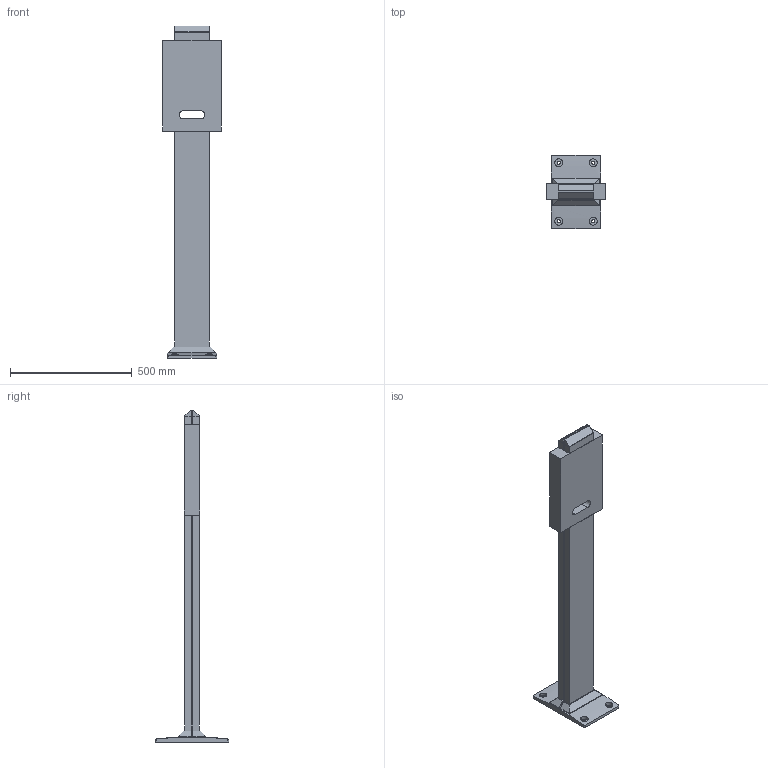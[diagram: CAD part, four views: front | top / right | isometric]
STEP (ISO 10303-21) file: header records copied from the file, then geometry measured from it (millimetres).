
FILE_DESCRIPTION((''),'2;1');
FILE_NAME('GWJ8103_SW0002','2021-03-17T10:38:58',('User'),('Axiro Italia'),'CREO PARAMETRIC BY PTC INC, 2020354','CREO PARAMETRIC BY PTC INC, 2020354','');
FILE_SCHEMA(('CONFIG_CONTROL_DESIGN'));
Length unit declared in the file: millimetre
Products named in the file (1): GWJ8103_SW0002
Bounding box: 240 x 300 x 1361.1 mm (x, y, z)
Volume: 14768609.6 mm3; surface area: 777651.2 mm2
Topology: 1 solids, 1 shells, 114 faces, 299 edges, 197 vertices
Faces by surface type: plane 89, cylinder 25
Entity records: 3875 total; most frequent: CARTESIAN_POINT 988, ORIENTED_EDGE 598, DIRECTION 554, EDGE_CURVE 299, VECTOR 242, LINE 242, VERTEX_POINT 197, AXIS2_PLACEMENT_3D 156
